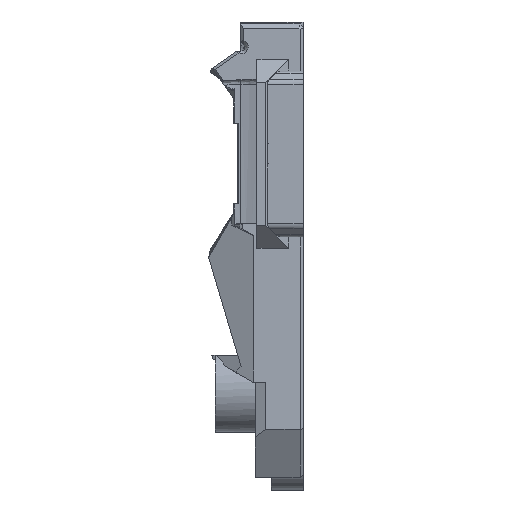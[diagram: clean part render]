
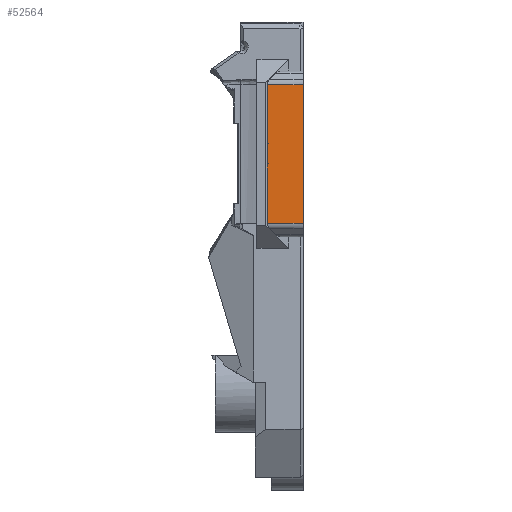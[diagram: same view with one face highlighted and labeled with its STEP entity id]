
A CAD part, left-side view. The second image highlights one B-rep face of the part: STEP entity #52564.
In plain terms, the highlighted planar face has unit normal (-1, 0, 0).
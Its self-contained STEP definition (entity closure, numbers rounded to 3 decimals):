
#52011 = PLANE('',#52012);
#52012 = AXIS2_PLACEMENT_3D('',#52013,#52014,#52015);
#52013 = CARTESIAN_POINT('',(0.447,11.842,
    47.605));
#52014 = DIRECTION('',(0.,-1.,0.));
#52015 = DIRECTION('',(0.,0.,1.));
#52122 = PLANE('',#52123);
#52123 = AXIS2_PLACEMENT_3D('',#52124,#52125,#52126);
#52124 = CARTESIAN_POINT('',(-24.568,15.113,
    46.985));
#52125 = DIRECTION('',(-0.707,-0.707,0.)
  );
#52126 = DIRECTION('',(0.,0.,1.));
#52220 = VERTEX_POINT('',#52221);
#52221 = CARTESIAN_POINT('',(-25.773,11.842,
    56.931));
#52240 = CYLINDRICAL_SURFACE('',#52241,0.9);
#52241 = AXIS2_PLACEMENT_3D('',#52242,#52243,#52244);
#52242 = CARTESIAN_POINT('',(-24.873,11.842,
    56.931));
#52243 = DIRECTION('',(0.,1.,0.));
#52244 = DIRECTION('',(-0.924,0.,0.383)
  );
#52252 = EDGE_CURVE('',#52253,#52220,#52255,.T.);
#52253 = VERTEX_POINT('',#52254);
#52254 = CARTESIAN_POINT('',(-25.773,11.842,
    39.667));
#52255 = SURFACE_CURVE('',#52256,(#52260,#52267),.PCURVE_S1.);
#52256 = LINE('',#52257,#52258);
#52257 = CARTESIAN_POINT('',(-25.773,11.842,
    45.793));
#52258 = VECTOR('',#52259,1.);
#52259 = DIRECTION('',(0.,0.,1.));
#52260 = PCURVE('',#52011,#52261);
#52261 = DEFINITIONAL_REPRESENTATION('',(#52262),#52266);
#52262 = LINE('',#52263,#52264);
#52263 = CARTESIAN_POINT('',(-1.812,26.22));
#52264 = VECTOR('',#52265,1.);
#52265 = DIRECTION('',(1.,0.));
#52266 = ( GEOMETRIC_REPRESENTATION_CONTEXT(2) 
PARAMETRIC_REPRESENTATION_CONTEXT() REPRESENTATION_CONTEXT('2D SPACE',''
  ) );
#52267 = PCURVE('',#52268,#52273);
#52268 = PLANE('',#52269);
#52269 = AXIS2_PLACEMENT_3D('',#52270,#52271,#52272);
#52270 = CARTESIAN_POINT('',(-25.773,11.842,
    43.981));
#52271 = DIRECTION('',(-1.,0.,0.));
#52272 = DIRECTION('',(0.,0.,1.));
#52273 = DEFINITIONAL_REPRESENTATION('',(#52274),#52278);
#52274 = LINE('',#52275,#52276);
#52275 = CARTESIAN_POINT('',(1.812,0.));
#52276 = VECTOR('',#52277,1.);
#52277 = DIRECTION('',(1.,0.));
#52278 = ( GEOMETRIC_REPRESENTATION_CONTEXT(2) 
PARAMETRIC_REPRESENTATION_CONTEXT() REPRESENTATION_CONTEXT('2D SPACE',''
  ) );
#52301 = CYLINDRICAL_SURFACE('',#52302,0.9);
#52302 = AXIS2_PLACEMENT_3D('',#52303,#52304,#52305);
#52303 = CARTESIAN_POINT('',(-24.873,11.842,
    39.667));
#52304 = DIRECTION('',(0.,-1.,0.));
#52305 = DIRECTION('',(-0.924,0.,-0.383
    ));
#52564 = ADVANCED_FACE('',(#52565),#52268,.T.);
#52565 = FACE_BOUND('',#52566,.T.);
#52566 = EDGE_LOOP('',(#52567,#52568,#52591,#52619,#52647,#52670));
#52567 = ORIENTED_EDGE('',*,*,#52252,.T.);
#52568 = ORIENTED_EDGE('',*,*,#52569,.F.);
#52569 = EDGE_CURVE('',#52570,#52220,#52572,.T.);
#52570 = VERTEX_POINT('',#52571);
#52571 = CARTESIAN_POINT('',(-25.773,16.317,
    56.931));
#52572 = SURFACE_CURVE('',#52573,(#52577,#52584),.PCURVE_S1.);
#52573 = LINE('',#52574,#52575);
#52574 = CARTESIAN_POINT('',(-25.773,11.842,
    56.931));
#52575 = VECTOR('',#52576,1.);
#52576 = DIRECTION('',(0.,-1.,0.));
#52577 = PCURVE('',#52268,#52578);
#52578 = DEFINITIONAL_REPRESENTATION('',(#52579),#52583);
#52579 = LINE('',#52580,#52581);
#52580 = CARTESIAN_POINT('',(12.95,0.));
#52581 = VECTOR('',#52582,1.);
#52582 = DIRECTION('',(0.,-1.));
#52583 = ( GEOMETRIC_REPRESENTATION_CONTEXT(2) 
PARAMETRIC_REPRESENTATION_CONTEXT() REPRESENTATION_CONTEXT('2D SPACE',''
  ) );
#52584 = PCURVE('',#52240,#52585);
#52585 = DEFINITIONAL_REPRESENTATION('',(#52586),#52590);
#52586 = LINE('',#52587,#52588);
#52587 = CARTESIAN_POINT('',(-0.393,0.));
#52588 = VECTOR('',#52589,1.);
#52589 = DIRECTION('',(0.,-1.));
#52590 = ( GEOMETRIC_REPRESENTATION_CONTEXT(2) 
PARAMETRIC_REPRESENTATION_CONTEXT() REPRESENTATION_CONTEXT('2D SPACE',''
  ) );
#52591 = ORIENTED_EDGE('',*,*,#52592,.F.);
#52592 = EDGE_CURVE('',#52593,#52570,#52595,.T.);
#52593 = VERTEX_POINT('',#52594);
#52594 = CARTESIAN_POINT('',(-25.773,16.317,
    49.549));
#52595 = SURFACE_CURVE('',#52596,(#52600,#52607),.PCURVE_S1.);
#52596 = LINE('',#52597,#52598);
#52597 = CARTESIAN_POINT('',(-25.773,16.317,
    46.797));
#52598 = VECTOR('',#52599,1.);
#52599 = DIRECTION('',(0.,0.,1.));
#52600 = PCURVE('',#52268,#52601);
#52601 = DEFINITIONAL_REPRESENTATION('',(#52602),#52606);
#52602 = LINE('',#52603,#52604);
#52603 = CARTESIAN_POINT('',(2.816,4.475));
#52604 = VECTOR('',#52605,1.);
#52605 = DIRECTION('',(1.,0.));
#52606 = ( GEOMETRIC_REPRESENTATION_CONTEXT(2) 
PARAMETRIC_REPRESENTATION_CONTEXT() REPRESENTATION_CONTEXT('2D SPACE',''
  ) );
#52607 = PCURVE('',#52608,#52613);
#52608 = PLANE('',#52609);
#52609 = AXIS2_PLACEMENT_3D('',#52610,#52611,#52612);
#52610 = CARTESIAN_POINT('',(-24.568,15.113,
    49.613));
#52611 = DIRECTION('',(0.707,0.707,0.));
#52612 = DIRECTION('',(0.,0.,-1.));
#52613 = DEFINITIONAL_REPRESENTATION('',(#52614),#52618);
#52614 = LINE('',#52615,#52616);
#52615 = CARTESIAN_POINT('',(2.816,1.704));
#52616 = VECTOR('',#52617,1.);
#52617 = DIRECTION('',(-1.,0.));
#52618 = ( GEOMETRIC_REPRESENTATION_CONTEXT(2) 
PARAMETRIC_REPRESENTATION_CONTEXT() REPRESENTATION_CONTEXT('2D SPACE',''
  ) );
#52619 = ORIENTED_EDGE('',*,*,#52620,.T.);
#52620 = EDGE_CURVE('',#52593,#52621,#52623,.T.);
#52621 = VERTEX_POINT('',#52622);
#52622 = CARTESIAN_POINT('',(-25.773,16.317,
    47.049));
#52623 = SURFACE_CURVE('',#52624,(#52628,#52635),.PCURVE_S1.);
#52624 = LINE('',#52625,#52626);
#52625 = CARTESIAN_POINT('',(-25.773,16.317,
    49.865));
#52626 = VECTOR('',#52627,1.);
#52627 = DIRECTION('',(0.,0.,-1.));
#52628 = PCURVE('',#52268,#52629);
#52629 = DEFINITIONAL_REPRESENTATION('',(#52630),#52634);
#52630 = LINE('',#52631,#52632);
#52631 = CARTESIAN_POINT('',(5.885,4.475));
#52632 = VECTOR('',#52633,1.);
#52633 = DIRECTION('',(-1.,0.));
#52634 = ( GEOMETRIC_REPRESENTATION_CONTEXT(2) 
PARAMETRIC_REPRESENTATION_CONTEXT() REPRESENTATION_CONTEXT('2D SPACE',''
  ) );
#52635 = PCURVE('',#52636,#52641);
#52636 = PLANE('',#52637);
#52637 = AXIS2_PLACEMENT_3D('',#52638,#52639,#52640);
#52638 = CARTESIAN_POINT('',(-25.773,16.317,
    49.449));
#52639 = DIRECTION('',(0.707,0.707,0.));
#52640 = DIRECTION('',(0.707,-0.707,0.));
#52641 = DEFINITIONAL_REPRESENTATION('',(#52642),#52646);
#52642 = LINE('',#52643,#52644);
#52643 = CARTESIAN_POINT('',(0.,-0.416));
#52644 = VECTOR('',#52645,1.);
#52645 = DIRECTION('',(0.,1.));
#52646 = ( GEOMETRIC_REPRESENTATION_CONTEXT(2) 
PARAMETRIC_REPRESENTATION_CONTEXT() REPRESENTATION_CONTEXT('2D SPACE',''
  ) );
#52647 = ORIENTED_EDGE('',*,*,#52648,.T.);
#52648 = EDGE_CURVE('',#52621,#52649,#52651,.T.);
#52649 = VERTEX_POINT('',#52650);
#52650 = CARTESIAN_POINT('',(-25.773,16.317,
    39.667));
#52651 = SURFACE_CURVE('',#52652,(#52656,#52663),.PCURVE_S1.);
#52652 = LINE('',#52653,#52654);
#52653 = CARTESIAN_POINT('',(-25.773,16.317,
    49.801));
#52654 = VECTOR('',#52655,1.);
#52655 = DIRECTION('',(0.,0.,-1.));
#52656 = PCURVE('',#52268,#52657);
#52657 = DEFINITIONAL_REPRESENTATION('',(#52658),#52662);
#52658 = LINE('',#52659,#52660);
#52659 = CARTESIAN_POINT('',(5.821,4.475));
#52660 = VECTOR('',#52661,1.);
#52661 = DIRECTION('',(-1.,0.));
#52662 = ( GEOMETRIC_REPRESENTATION_CONTEXT(2) 
PARAMETRIC_REPRESENTATION_CONTEXT() REPRESENTATION_CONTEXT('2D SPACE',''
  ) );
#52663 = PCURVE('',#52122,#52664);
#52664 = DEFINITIONAL_REPRESENTATION('',(#52665),#52669);
#52665 = LINE('',#52666,#52667);
#52666 = CARTESIAN_POINT('',(2.816,1.704));
#52667 = VECTOR('',#52668,1.);
#52668 = DIRECTION('',(-1.,0.));
#52669 = ( GEOMETRIC_REPRESENTATION_CONTEXT(2) 
PARAMETRIC_REPRESENTATION_CONTEXT() REPRESENTATION_CONTEXT('2D SPACE',''
  ) );
#52670 = ORIENTED_EDGE('',*,*,#52671,.T.);
#52671 = EDGE_CURVE('',#52649,#52253,#52672,.T.);
#52672 = SURFACE_CURVE('',#52673,(#52677,#52684),.PCURVE_S1.);
#52673 = LINE('',#52674,#52675);
#52674 = CARTESIAN_POINT('',(-25.773,11.842,
    39.667));
#52675 = VECTOR('',#52676,1.);
#52676 = DIRECTION('',(0.,-1.,0.));
#52677 = PCURVE('',#52268,#52678);
#52678 = DEFINITIONAL_REPRESENTATION('',(#52679),#52683);
#52679 = LINE('',#52680,#52681);
#52680 = CARTESIAN_POINT('',(-4.313,0.));
#52681 = VECTOR('',#52682,1.);
#52682 = DIRECTION('',(0.,-1.));
#52683 = ( GEOMETRIC_REPRESENTATION_CONTEXT(2) 
PARAMETRIC_REPRESENTATION_CONTEXT() REPRESENTATION_CONTEXT('2D SPACE',''
  ) );
#52684 = PCURVE('',#52301,#52685);
#52685 = DEFINITIONAL_REPRESENTATION('',(#52686),#52690);
#52686 = LINE('',#52687,#52688);
#52687 = CARTESIAN_POINT('',(-0.393,0.));
#52688 = VECTOR('',#52689,1.);
#52689 = DIRECTION('',(0.,1.));
#52690 = ( GEOMETRIC_REPRESENTATION_CONTEXT(2) 
PARAMETRIC_REPRESENTATION_CONTEXT() REPRESENTATION_CONTEXT('2D SPACE',''
  ) );
